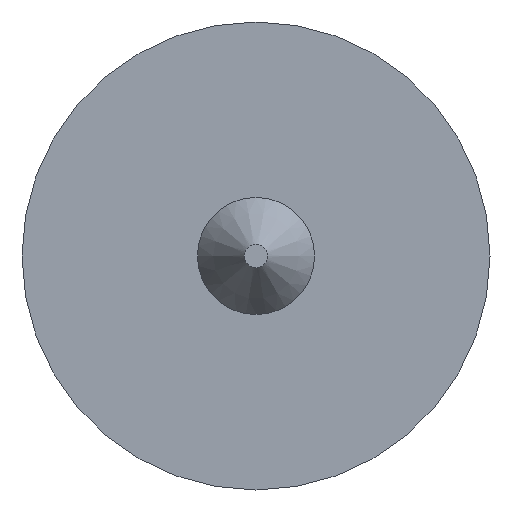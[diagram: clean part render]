
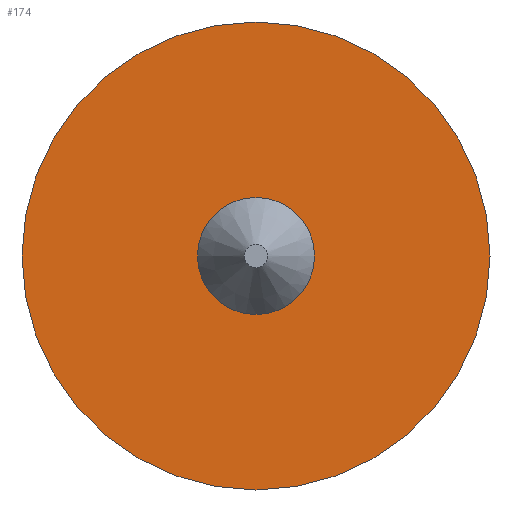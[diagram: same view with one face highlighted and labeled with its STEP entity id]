
A CAD part, front view. The second image highlights one B-rep face of the part: STEP entity #174.
In plain terms, the highlighted planar face has unit normal (0, -1, 0).
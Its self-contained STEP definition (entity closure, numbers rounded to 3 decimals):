
#29=FACE_BOUND('',#58,.T.);
#33=PLANE('',#219);
#42=FACE_OUTER_BOUND('',#57,.T.);
#57=EDGE_LOOP('',(#137));
#58=EDGE_LOOP('',(#138));
#86=CIRCLE('',#218,4.);
#87=CIRCLE('',#220,1.);
#98=VERTEX_POINT('',#322);
#99=VERTEX_POINT('',#326);
#111=EDGE_CURVE('',#98,#98,#86,.T.);
#113=EDGE_CURVE('',#99,#99,#87,.T.);
#137=ORIENTED_EDGE('',*,*,#111,.T.);
#138=ORIENTED_EDGE('',*,*,#113,.F.);
#174=ADVANCED_FACE('',(#42,#29),#33,.T.);
#218=AXIS2_PLACEMENT_3D('',#323,#259,#260);
#219=AXIS2_PLACEMENT_3D('',#325,#262,#263);
#220=AXIS2_PLACEMENT_3D('',#327,#264,#265);
#259=DIRECTION('center_axis',(0.,-1.,0.));
#260=DIRECTION('ref_axis',(1.,0.,0.));
#262=DIRECTION('center_axis',(0.,-1.,0.));
#263=DIRECTION('ref_axis',(0.,0.,-1.));
#264=DIRECTION('center_axis',(0.,-1.,0.));
#265=DIRECTION('ref_axis',(1.,0.,0.));
#322=CARTESIAN_POINT('',(-4.,12.5,0.));
#323=CARTESIAN_POINT('Origin',(0.,12.5,0.));
#325=CARTESIAN_POINT('Origin',(1.,12.5,0.));
#326=CARTESIAN_POINT('',(-1.,12.5,0.));
#327=CARTESIAN_POINT('Origin',(0.,12.5,0.));
